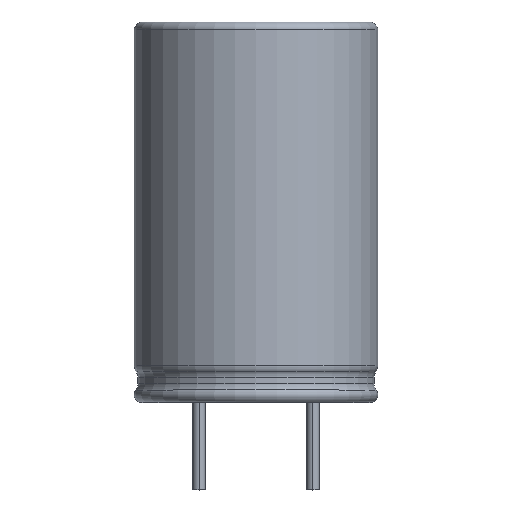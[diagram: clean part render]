
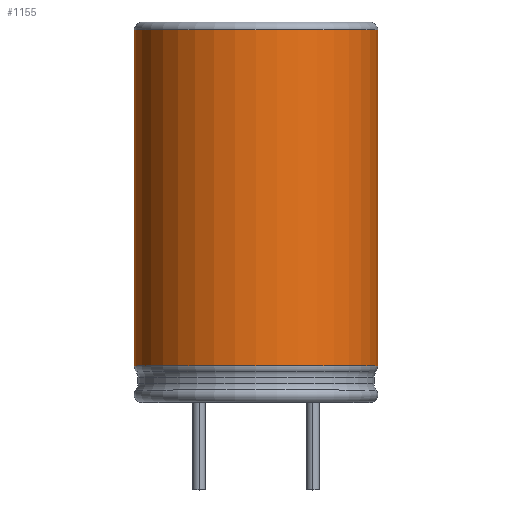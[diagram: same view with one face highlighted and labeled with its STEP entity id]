
A CAD part, top view. The second image highlights one B-rep face of the part: STEP entity #1155.
In plain terms, the highlighted cylindrical face has radius 8 mm (diameter 16 mm), a partial arc.
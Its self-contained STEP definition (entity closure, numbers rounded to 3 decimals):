
#76 = AXIS2_PLACEMENT_3D ( 'NONE', #1669, #440, #613 ) ;
#95 = DIRECTION ( 'NONE',  ( 1., 0., 0. ) ) ;
#102 = DIRECTION ( 'NONE',  ( 0., -1., 0. ) ) ;
#109 = VECTOR ( 'NONE', #102, 1000. ) ;
#122 = VERTEX_POINT ( 'NONE', #497 ) ;
#130 = ORIENTED_EDGE ( 'NONE', *, *, #1285, .F. ) ;
#208 = CYLINDRICAL_SURFACE ( 'NONE', #364, 8. ) ;
#297 = CARTESIAN_POINT ( 'NONE',  ( 8., 24.5, 0. ) ) ;
#364 = AXIS2_PLACEMENT_3D ( 'NONE', #380, #681, #95 ) ;
#374 = VECTOR ( 'NONE', #935, 1000. ) ;
#380 = CARTESIAN_POINT ( 'NONE',  ( 0., 25., 0. ) ) ;
#393 = EDGE_CURVE ( 'NONE', #122, #1265, #1100, .T. ) ;
#440 = DIRECTION ( 'NONE',  ( 0., -1., 0. ) ) ;
#442 = ORIENTED_EDGE ( 'NONE', *, *, #537, .F. ) ;
#497 = CARTESIAN_POINT ( 'NONE',  ( -8., 24.5, 0. ) ) ;
#537 = EDGE_CURVE ( 'NONE', #639, #1265, #1202, .T. ) ;
#597 = VERTEX_POINT ( 'NONE', #297 ) ;
#604 = ORIENTED_EDGE ( 'NONE', *, *, #393, .T. ) ;
#606 = ORIENTED_EDGE ( 'NONE', *, *, #812, .T. ) ;
#613 = DIRECTION ( 'NONE',  ( -1., 0., 0. ) ) ;
#639 = VERTEX_POINT ( 'NONE', #1435 ) ;
#681 = DIRECTION ( 'NONE',  ( 0., -1., 0. ) ) ;
#715 = CIRCLE ( 'NONE', #76, 8. ) ;
#774 = CARTESIAN_POINT ( 'NONE',  ( -8., 2.408, 0. ) ) ;
#799 = LINE ( 'NONE', #1212, #109 ) ;
#812 = EDGE_CURVE ( 'NONE', #597, #122, #715, .T. ) ;
#901 = CARTESIAN_POINT ( 'NONE',  ( 0., 2.408, 0. ) ) ;
#935 = DIRECTION ( 'NONE',  ( 0., -1., 0. ) ) ;
#1100 = LINE ( 'NONE', #1769, #374 ) ;
#1155 = ADVANCED_FACE ( 'NONE', ( #1576 ), #208, .T. ) ;
#1184 = DIRECTION ( 'NONE',  ( 0., -1., 0. ) ) ;
#1202 = CIRCLE ( 'NONE', #1493, 8. ) ;
#1212 = CARTESIAN_POINT ( 'NONE',  ( 8., 25., 0. ) ) ;
#1265 = VERTEX_POINT ( 'NONE', #774 ) ;
#1285 = EDGE_CURVE ( 'NONE', #597, #639, #799, .T. ) ;
#1319 = DIRECTION ( 'NONE',  ( 1., 0., 0. ) ) ;
#1435 = CARTESIAN_POINT ( 'NONE',  ( 8., 2.408, 0. ) ) ;
#1493 = AXIS2_PLACEMENT_3D ( 'NONE', #901, #1184, #1319 ) ;
#1532 = EDGE_LOOP ( 'NONE', ( #606, #604, #442, #130 ) ) ;
#1576 = FACE_OUTER_BOUND ( 'NONE', #1532, .T. ) ;
#1669 = CARTESIAN_POINT ( 'NONE',  ( 0., 24.5, 0. ) ) ;
#1769 = CARTESIAN_POINT ( 'NONE',  ( -8., 25., 0. ) ) ;
